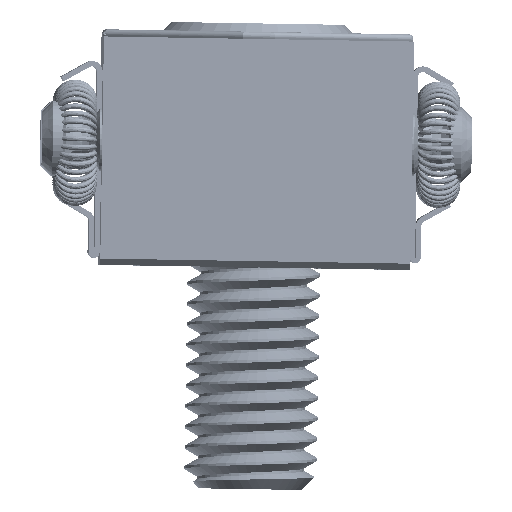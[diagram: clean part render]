
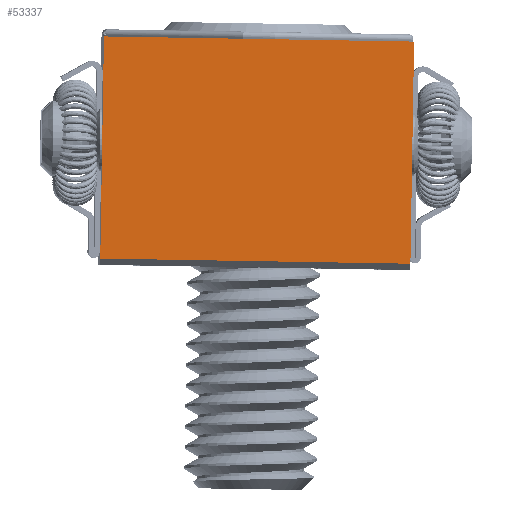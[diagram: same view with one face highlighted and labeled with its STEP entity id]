
A CAD part, left-side view. The second image highlights one B-rep face of the part: STEP entity #53337.
In plain terms, the highlighted face is planar.
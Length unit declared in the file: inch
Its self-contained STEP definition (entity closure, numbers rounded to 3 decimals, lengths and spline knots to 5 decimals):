
#5837 = VECTOR ( 'NONE', #18425, 39.37008 ) ;
#6459 = VERTEX_POINT ( 'NONE', #13140 ) ;
#9918 = CARTESIAN_POINT ( 'NONE',  ( 0., 0.83465, 0. ) ) ;
#10914 = VERTEX_POINT ( 'NONE', #18691 ) ;
#12178 = CARTESIAN_POINT ( 'NONE',  ( 0., 0.43701, 0. ) ) ;
#13140 = CARTESIAN_POINT ( 'NONE',  ( 0., 0., 0. ) ) ;
#13249 = DIRECTION ( 'NONE',  ( 0., 1., 0. ) ) ;
#15830 = EDGE_LOOP ( 'NONE', ( #32188, #17082, #70630, #45006 ) ) ;
#17082 = ORIENTED_EDGE ( 'NONE', *, *, #64151, .F. ) ;
#18425 = DIRECTION ( 'NONE',  ( 0., -1., 0. ) ) ;
#18691 = CARTESIAN_POINT ( 'NONE',  ( 1.16535, 0., 0. ) ) ;
#18999 = VERTEX_POINT ( 'NONE', #9918 ) ;
#20236 = VERTEX_POINT ( 'NONE', #25129 ) ;
#21145 = FACE_OUTER_BOUND ( 'NONE', #15830, .T. ) ;
#25129 = CARTESIAN_POINT ( 'NONE',  ( 1.16535, 0.83465, 0. ) ) ;
#26758 = LINE ( 'NONE', #64421, #59792 ) ;
#27231 = DIRECTION ( 'NONE',  ( 1., 0., 0. ) ) ;
#32188 = ORIENTED_EDGE ( 'NONE', *, *, #46544, .F. ) ;
#32382 = DIRECTION ( 'NONE',  ( -1., 0., 0. ) ) ;
#36162 = DIRECTION ( 'NONE',  ( 1., 0., 0. ) ) ;
#41635 = EDGE_CURVE ( 'NONE', #20236, #18999, #73072, .T. ) ;
#44176 = EDGE_CURVE ( 'NONE', #18999, #6459, #71949, .T. ) ;
#45006 = ORIENTED_EDGE ( 'NONE', *, *, #41635, .F. ) ;
#46544 = EDGE_CURVE ( 'NONE', #10914, #20236, #54807, .T. ) ;
#50354 = CARTESIAN_POINT ( 'NONE',  ( 1.16535, 0.43701, 0. ) ) ;
#52869 = VECTOR ( 'NONE', #13249, 39.37008 ) ;
#53337 = ADVANCED_FACE ( 'NONE', ( #21145 ), #60685, .F. ) ;
#54807 = LINE ( 'NONE', #50354, #52869 ) ;
#56513 = VECTOR ( 'NONE', #32382, 39.37008 ) ;
#59792 = VECTOR ( 'NONE', #27231, 39.37008 ) ;
#60685 = PLANE ( 'NONE',  #66345 ) ;
#64151 = EDGE_CURVE ( 'NONE', #6459, #10914, #26758, .T. ) ;
#64421 = CARTESIAN_POINT ( 'NONE',  ( 0.58268, 0., 0. ) ) ;
#66345 = AXIS2_PLACEMENT_3D ( 'NONE', #67210, #73446, #36162 ) ;
#67210 = CARTESIAN_POINT ( 'NONE',  ( 0.58268, 0.43701, 0. ) ) ;
#70630 = ORIENTED_EDGE ( 'NONE', *, *, #44176, .F. ) ;
#71949 = LINE ( 'NONE', #12178, #5837 ) ;
#73072 = LINE ( 'NONE', #75886, #56513 ) ;
#73446 = DIRECTION ( 'NONE',  ( 0., 0., 1. ) ) ;
#75886 = CARTESIAN_POINT ( 'NONE',  ( 0.58268, 0.83465, 0. ) ) ;
